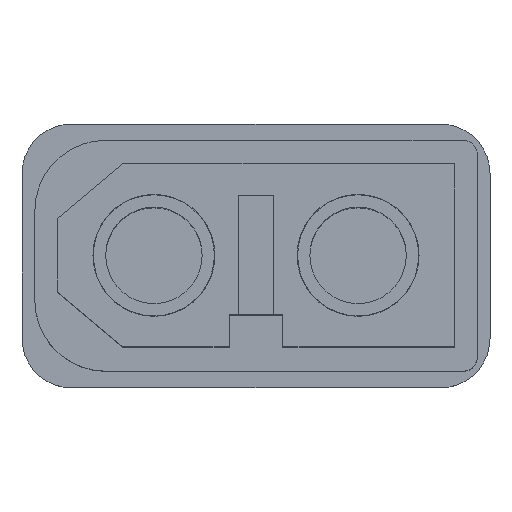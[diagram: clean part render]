
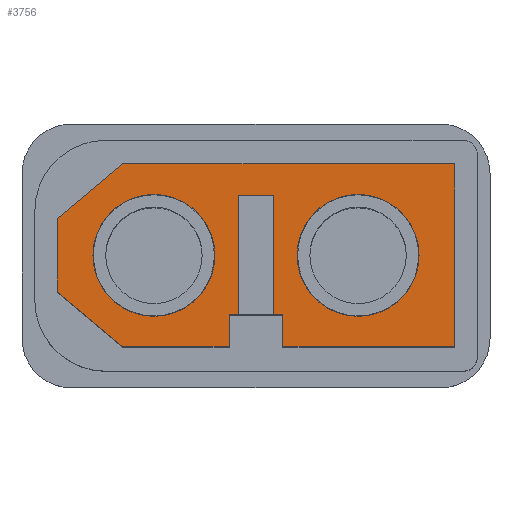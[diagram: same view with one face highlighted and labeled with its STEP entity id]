
A CAD part, top view. The second image highlights one B-rep face of the part: STEP entity #3756.
In plain terms, the highlighted planar face has unit normal (0, 0, 1).
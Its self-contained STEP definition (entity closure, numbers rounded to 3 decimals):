
#62=CIRCLE('',#3938,2.15);
#63=CIRCLE('',#3939,2.15);
#117=FACE_BOUND('',#585,.T.);
#118=FACE_BOUND('',#586,.T.);
#192=PLANE('',#3937);
#370=FACE_OUTER_BOUND('',#584,.T.);
#584=EDGE_LOOP('',(#3113,#3114,#3115,#3116,#3117,#3118,#3119,#3120,#3121,
#3122,#3123,#3124,#3125,#3126));
#585=EDGE_LOOP('',(#3127));
#586=EDGE_LOOP('',(#3128));
#890=LINE('',#6357,#1277);
#894=LINE('',#6366,#1281);
#898=LINE('',#6373,#1285);
#901=LINE('',#6379,#1288);
#902=LINE('',#6381,#1289);
#903=LINE('',#6383,#1290);
#904=LINE('',#6385,#1291);
#905=LINE('',#6387,#1292);
#906=LINE('',#6389,#1293);
#907=LINE('',#6391,#1294);
#908=LINE('',#6393,#1295);
#909=LINE('',#6395,#1296);
#910=LINE('',#6397,#1297);
#911=LINE('',#6398,#1298);
#1277=VECTOR('',#4405,10.);
#1281=VECTOR('',#4411,10.);
#1285=VECTOR('',#4417,10.);
#1288=VECTOR('',#4424,10.);
#1289=VECTOR('',#4425,10.);
#1290=VECTOR('',#4426,10.);
#1291=VECTOR('',#4427,10.);
#1292=VECTOR('',#4428,10.);
#1293=VECTOR('',#4429,10.);
#1294=VECTOR('',#4430,10.);
#1295=VECTOR('',#4431,10.);
#1296=VECTOR('',#4432,10.);
#1297=VECTOR('',#4433,10.);
#1298=VECTOR('',#4434,10.);
#1778=VERTEX_POINT('',#6355);
#1779=VERTEX_POINT('',#6356);
#1782=VERTEX_POINT('',#6364);
#1783=VERTEX_POINT('',#6365);
#1786=VERTEX_POINT('',#6378);
#1787=VERTEX_POINT('',#6380);
#1788=VERTEX_POINT('',#6382);
#1789=VERTEX_POINT('',#6384);
#1790=VERTEX_POINT('',#6386);
#1791=VERTEX_POINT('',#6388);
#1792=VERTEX_POINT('',#6390);
#1793=VERTEX_POINT('',#6392);
#1794=VERTEX_POINT('',#6394);
#1795=VERTEX_POINT('',#6396);
#1796=VERTEX_POINT('',#6399);
#1797=VERTEX_POINT('',#6401);
#2245=EDGE_CURVE('',#1778,#1779,#890,.T.);
#2249=EDGE_CURVE('',#1782,#1783,#894,.T.);
#2253=EDGE_CURVE('',#1783,#1778,#898,.T.);
#2256=EDGE_CURVE('',#1779,#1786,#901,.T.);
#2257=EDGE_CURVE('',#1786,#1787,#902,.T.);
#2258=EDGE_CURVE('',#1788,#1787,#903,.T.);
#2259=EDGE_CURVE('',#1789,#1788,#904,.T.);
#2260=EDGE_CURVE('',#1789,#1790,#905,.T.);
#2261=EDGE_CURVE('',#1790,#1791,#906,.T.);
#2262=EDGE_CURVE('',#1791,#1792,#907,.T.);
#2263=EDGE_CURVE('',#1793,#1792,#908,.T.);
#2264=EDGE_CURVE('',#1794,#1793,#909,.T.);
#2265=EDGE_CURVE('',#1794,#1795,#910,.T.);
#2266=EDGE_CURVE('',#1795,#1782,#911,.T.);
#2267=EDGE_CURVE('',#1796,#1796,#62,.T.);
#2268=EDGE_CURVE('',#1797,#1797,#63,.T.);
#3113=ORIENTED_EDGE('',*,*,#2249,.T.);
#3114=ORIENTED_EDGE('',*,*,#2253,.T.);
#3115=ORIENTED_EDGE('',*,*,#2245,.T.);
#3116=ORIENTED_EDGE('',*,*,#2256,.T.);
#3117=ORIENTED_EDGE('',*,*,#2257,.T.);
#3118=ORIENTED_EDGE('',*,*,#2258,.F.);
#3119=ORIENTED_EDGE('',*,*,#2259,.F.);
#3120=ORIENTED_EDGE('',*,*,#2260,.T.);
#3121=ORIENTED_EDGE('',*,*,#2261,.T.);
#3122=ORIENTED_EDGE('',*,*,#2262,.T.);
#3123=ORIENTED_EDGE('',*,*,#2263,.F.);
#3124=ORIENTED_EDGE('',*,*,#2264,.F.);
#3125=ORIENTED_EDGE('',*,*,#2265,.T.);
#3126=ORIENTED_EDGE('',*,*,#2266,.T.);
#3127=ORIENTED_EDGE('',*,*,#2267,.F.);
#3128=ORIENTED_EDGE('',*,*,#2268,.F.);
#3756=ADVANCED_FACE('',(#370,#117,#118),#192,.T.);
#3937=AXIS2_PLACEMENT_3D('',#6377,#4422,#4423);
#3938=AXIS2_PLACEMENT_3D('',#6400,#4435,#4436);
#3939=AXIS2_PLACEMENT_3D('',#6402,#4437,#4438);
#4405=DIRECTION('',(0.,-1.,0.));
#4411=DIRECTION('',(0.,1.,0.));
#4417=DIRECTION('',(1.,0.,0.));
#4422=DIRECTION('center_axis',(0.,0.,1.));
#4423=DIRECTION('ref_axis',(-1.,0.,0.));
#4424=DIRECTION('',(1.,0.,0.));
#4425=DIRECTION('',(0.,-1.,0.));
#4426=DIRECTION('',(-1.,0.,0.));
#4427=DIRECTION('',(0.,-1.,0.));
#4428=DIRECTION('',(-1.,0.,0.));
#4429=DIRECTION('',(-0.766,-0.643,0.));
#4430=DIRECTION('',(0.,-1.,0.));
#4431=DIRECTION('',(-0.766,0.643,0.));
#4432=DIRECTION('',(-1.,0.,0.));
#4433=DIRECTION('',(0.,1.,0.));
#4434=DIRECTION('',(1.,0.,0.));
#4435=DIRECTION('center_axis',(0.,0.,1.));
#4436=DIRECTION('ref_axis',(-1.,0.,0.));
#4437=DIRECTION('center_axis',(0.,0.,1.));
#4438=DIRECTION('ref_axis',(-1.,0.,0.));
#6355=CARTESIAN_POINT('',(0.625,2.1,16.));
#6356=CARTESIAN_POINT('',(0.625,-2.1,16.));
#6357=CARTESIAN_POINT('',(0.625,-0.244,16.));
#6364=CARTESIAN_POINT('',(-0.625,-2.1,16.));
#6365=CARTESIAN_POINT('',(-0.625,2.1,16.));
#6366=CARTESIAN_POINT('',(-0.625,1.856,16.));
#6373=CARTESIAN_POINT('',(0.313,2.1,16.));
#6377=CARTESIAN_POINT('Origin',(0.,1.613,16.));
#6378=CARTESIAN_POINT('',(0.95,-2.1,16.));
#6379=CARTESIAN_POINT('',(-0.475,-2.1,16.));
#6380=CARTESIAN_POINT('',(0.95,-3.225,16.));
#6381=CARTESIAN_POINT('',(0.95,-0.244,16.));
#6382=CARTESIAN_POINT('',(7.,-3.225,16.));
#6383=CARTESIAN_POINT('',(-4.7,-3.225,16.));
#6384=CARTESIAN_POINT('',(7.,3.225,16.));
#6385=CARTESIAN_POINT('',(7.,-3.225,16.));
#6386=CARTESIAN_POINT('',(-4.7,3.225,16.));
#6387=CARTESIAN_POINT('',(-4.7,3.225,16.));
#6388=CARTESIAN_POINT('',(-7.,1.295,16.));
#6389=CARTESIAN_POINT('',(-7.,1.295,16.));
#6390=CARTESIAN_POINT('',(-7.,-1.295,16.));
#6391=CARTESIAN_POINT('',(-7.,0.,16.));
#6392=CARTESIAN_POINT('',(-4.7,-3.225,16.));
#6393=CARTESIAN_POINT('',(-7.,-1.295,16.));
#6394=CARTESIAN_POINT('',(-0.95,-3.225,16.));
#6395=CARTESIAN_POINT('',(-4.7,-3.225,16.));
#6396=CARTESIAN_POINT('',(-0.95,-2.1,16.));
#6397=CARTESIAN_POINT('',(-0.95,-0.806,16.));
#6398=CARTESIAN_POINT('',(-0.475,-2.1,16.));
#6399=CARTESIAN_POINT('',(-1.45,0.,16.));
#6400=CARTESIAN_POINT('Origin',(-3.6,0.,16.));
#6401=CARTESIAN_POINT('',(1.45,0.,16.));
#6402=CARTESIAN_POINT('Origin',(3.6,0.,16.));
